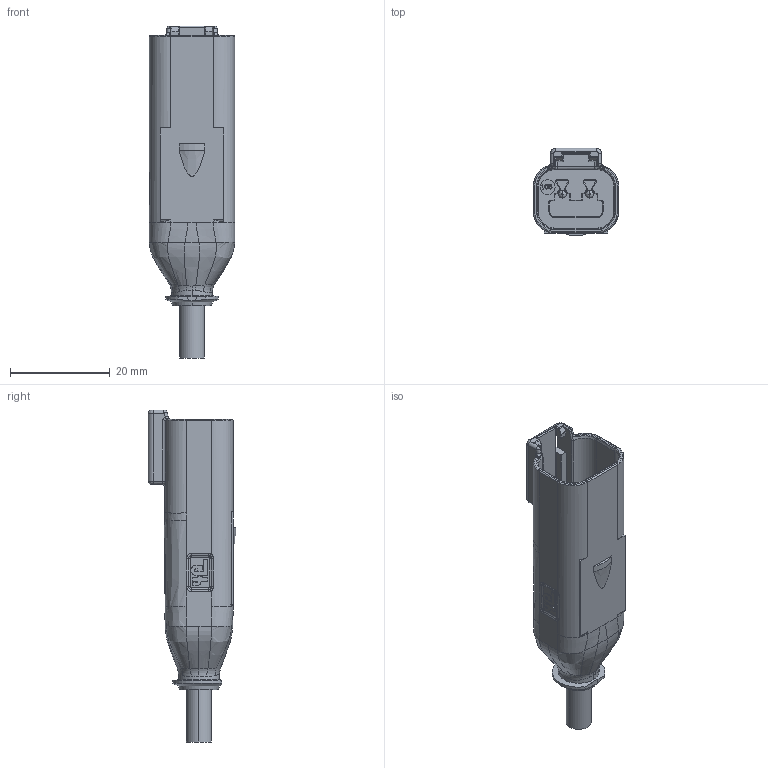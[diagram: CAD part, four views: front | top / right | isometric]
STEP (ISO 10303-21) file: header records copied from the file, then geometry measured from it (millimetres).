
FILE_DESCRIPTION((''),'2;1');
FILE_NAME('CAD-7038_SW0001','2020-08-11T07:48:47',('creinig-se'),(''),'CREO PARAMETRIC BY PTC INC, 2019292','CREO PARAMETRIC BY PTC INC, 2019292','');
FILE_SCHEMA(('CONFIG_CONTROL_DESIGN','SHAPE_APPEARANCE_LAYERS_GROUPS'));
Length unit declared in the file: millimetre
Products named in the file (1): CAD-7038_SW0001
Bounding box: 17.08 x 17.54 x 66.54 mm (x, y, z)
Volume: 7877.7 mm3; surface area: 4475 mm2
Topology: 1 solids, 1 shells, 493 faces, 1289 edges, 802 vertices
Faces by surface type: plane 197, cylinder 132, bspline 103, torus 40, cone 11, sphere 10
Entity records: 24656 total; most frequent: CARTESIAN_POINT 9708, ORIENTED_EDGE 2552, DIRECTION 2170, EDGE_CURVE 1276, VERTEX_POINT 796, AXIS2_PLACEMENT_3D 734, VECTOR 702, LINE 702
